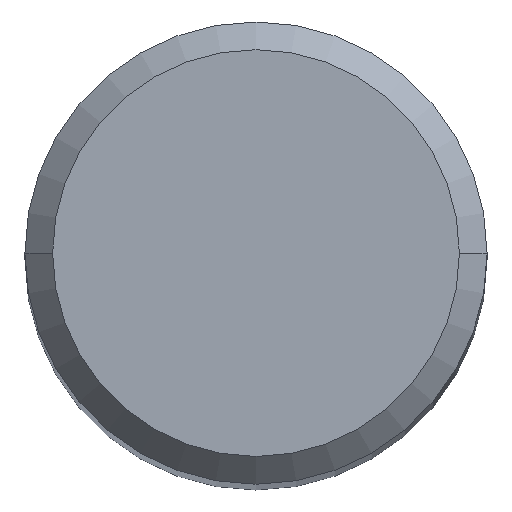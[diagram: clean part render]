
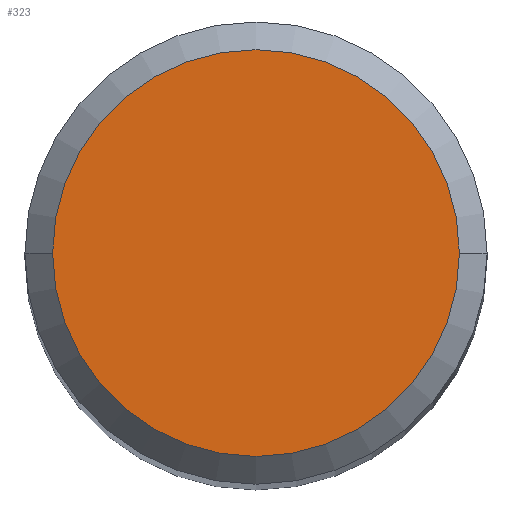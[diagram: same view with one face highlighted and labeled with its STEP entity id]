
A CAD part, top view. The second image highlights one B-rep face of the part: STEP entity #323.
In plain terms, the highlighted planar face has unit normal (0, 0, 1).
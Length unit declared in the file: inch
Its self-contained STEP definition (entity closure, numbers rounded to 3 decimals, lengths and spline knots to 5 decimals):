
#8 = AXIS2_PLACEMENT_3D ( 'NONE', #42, #272, #253 ) ;
#15 = FACE_OUTER_BOUND ( 'NONE', #34, .T. ) ;
#32 = ORIENTED_EDGE ( 'NONE', *, *, #79, .T. ) ;
#34 = EDGE_LOOP ( 'NONE', ( #132, #32 ) ) ;
#42 = CARTESIAN_POINT ( 'NONE',  ( 0., 0., 3. ) ) ;
#46 = DIRECTION ( 'NONE',  ( 0., 0., 1. ) ) ;
#48 = DIRECTION ( 'NONE',  ( 1., 0., 0. ) ) ;
#75 = DIRECTION ( 'NONE',  ( 0., 0., 1. ) ) ;
#79 = EDGE_CURVE ( 'NONE', #321, #318, #130, .T. ) ;
#130 = CIRCLE ( 'NONE', #141, 0.11 ) ;
#132 = ORIENTED_EDGE ( 'NONE', *, *, #238, .T. ) ;
#141 = AXIS2_PLACEMENT_3D ( 'NONE', #332, #46, #254 ) ;
#173 = PLANE ( 'NONE',  #8 ) ;
#193 = CARTESIAN_POINT ( 'NONE',  ( 0.11, 0., 3. ) ) ;
#210 = CIRCLE ( 'NONE', #291, 0.11 ) ;
#238 = EDGE_CURVE ( 'NONE', #318, #321, #210, .T. ) ;
#253 = DIRECTION ( 'NONE',  ( 1., 0., 0. ) ) ;
#254 = DIRECTION ( 'NONE',  ( 1., 0., 0. ) ) ;
#260 = CARTESIAN_POINT ( 'NONE',  ( 0., 0., 3. ) ) ;
#272 = DIRECTION ( 'NONE',  ( 0., 0., 1. ) ) ;
#278 = CARTESIAN_POINT ( 'NONE',  ( -0.11, 0., 3. ) ) ;
#291 = AXIS2_PLACEMENT_3D ( 'NONE', #260, #75, #48 ) ;
#318 = VERTEX_POINT ( 'NONE', #278 ) ;
#321 = VERTEX_POINT ( 'NONE', #193 ) ;
#323 = ADVANCED_FACE ( 'NONE', ( #15 ), #173, .T. ) ;
#332 = CARTESIAN_POINT ( 'NONE',  ( 0., 0., 3. ) ) ;
